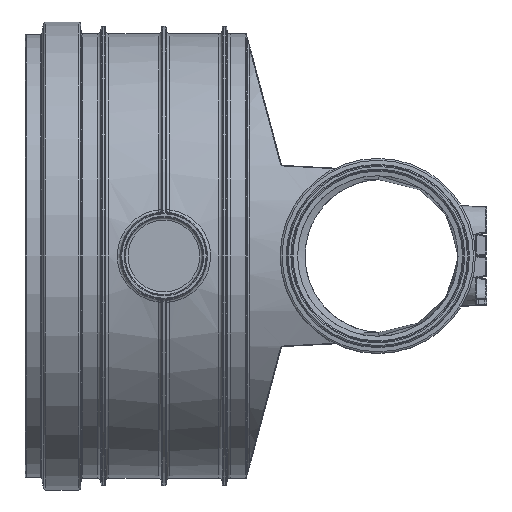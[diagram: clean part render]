
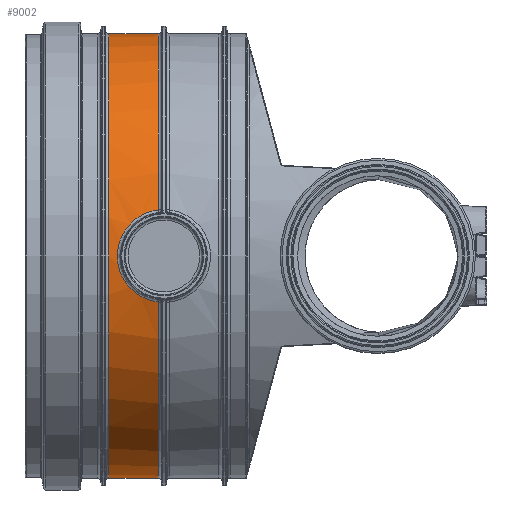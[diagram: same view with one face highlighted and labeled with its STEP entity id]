
A CAD part, left-side view. The second image highlights one B-rep face of the part: STEP entity #9002.
In plain terms, the highlighted cylindrical face has radius 208 mm (diameter 416 mm), a full revolution.
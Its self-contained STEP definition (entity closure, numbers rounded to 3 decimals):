
#577=CYLINDRICAL_SURFACE('',#10036,208.);
#950=LINE('',#22725,#1338);
#1338=VECTOR('',#12474,208.);
#1603=B_SPLINE_CURVE_WITH_KNOTS('',3,(#22505,#22506,#22507,#22508,#22509,
#22510,#22511,#22512,#22513,#22514),.UNSPECIFIED.,.F.,.F.,(4,1,1,1,1,1,
1,4),(-12.766,-10.942,-9.119,-7.295,
-5.471,-3.647,-1.824,0.),.UNSPECIFIED.);
#2317=FACE_OUTER_BOUND('',#2887,.T.);
#2887=EDGE_LOOP('',(#8147,#8148,#8149,#8150,#8151,#8152,#8153));
#3383=CIRCLE('',#10037,208.);
#3384=CIRCLE('',#10038,208.);
#3385=CIRCLE('',#10039,208.);
#3386=CIRCLE('',#10040,208.);
#4225=VERTEX_POINT('',#22502);
#4226=VERTEX_POINT('',#22504);
#4237=VERTEX_POINT('',#22720);
#4238=VERTEX_POINT('',#22721);
#4239=VERTEX_POINT('',#22724);
#5546=EDGE_CURVE('',#4225,#4226,#1603,.T.);
#5570=EDGE_CURVE('',#4237,#4238,#3383,.T.);
#5571=EDGE_CURVE('',#4238,#4237,#3384,.T.);
#5572=EDGE_CURVE('',#4238,#4239,#950,.T.);
#5573=EDGE_CURVE('',#4239,#4226,#3385,.T.);
#5574=EDGE_CURVE('',#4225,#4239,#3386,.T.);
#8147=ORIENTED_EDGE('',*,*,#5570,.F.);
#8148=ORIENTED_EDGE('',*,*,#5571,.F.);
#8149=ORIENTED_EDGE('',*,*,#5572,.T.);
#8150=ORIENTED_EDGE('',*,*,#5573,.T.);
#8151=ORIENTED_EDGE('',*,*,#5546,.F.);
#8152=ORIENTED_EDGE('',*,*,#5574,.T.);
#8153=ORIENTED_EDGE('',*,*,#5572,.F.);
#9002=ADVANCED_FACE('',(#2317),#577,.T.);
#10036=AXIS2_PLACEMENT_3D('',#22719,#12468,#12469);
#10037=AXIS2_PLACEMENT_3D('',#22722,#12470,#12471);
#10038=AXIS2_PLACEMENT_3D('',#22723,#12472,#12473);
#10039=AXIS2_PLACEMENT_3D('',#22726,#12475,#12476);
#10040=AXIS2_PLACEMENT_3D('',#22727,#12477,#12478);
#12468=DIRECTION('center_axis',(0.,1.,0.));
#12469=DIRECTION('ref_axis',(-1.,0.,0.));
#12470=DIRECTION('center_axis',(0.,1.,0.));
#12471=DIRECTION('ref_axis',(1.,0.,0.));
#12472=DIRECTION('center_axis',(0.,1.,0.));
#12473=DIRECTION('ref_axis',(1.,0.,0.));
#12474=DIRECTION('',(0.,-1.,0.));
#12475=DIRECTION('center_axis',(0.,1.,0.));
#12476=DIRECTION('ref_axis',(1.,0.,0.));
#12477=DIRECTION('center_axis',(0.,1.,0.));
#12478=DIRECTION('ref_axis',(1.,0.,0.));
#22502=CARTESIAN_POINT('',(-203.48,208.949,43.127));
#22504=CARTESIAN_POINT('',(-203.48,208.949,-43.127));
#22505=CARTESIAN_POINT('Ctrl Pts',(-203.48,208.949,43.127));
#22506=CARTESIAN_POINT('Ctrl Pts',(-203.634,214.981,42.4));
#22507=CARTESIAN_POINT('Ctrl Pts',(-204.494,226.701,38.401));
#22508=CARTESIAN_POINT('Ctrl Pts',(-206.556,240.254,25.975));
#22509=CARTESIAN_POINT('Ctrl Pts',(-208.059,247.665,9.19));
#22510=CARTESIAN_POINT('Ctrl Pts',(-208.063,247.671,-9.192));
#22511=CARTESIAN_POINT('Ctrl Pts',(-206.554,240.251,-25.973));
#22512=CARTESIAN_POINT('Ctrl Pts',(-204.495,226.704,-38.402));
#22513=CARTESIAN_POINT('Ctrl Pts',(-203.634,214.981,-42.4));
#22514=CARTESIAN_POINT('Ctrl Pts',(-203.48,208.949,-43.127));
#22719=CARTESIAN_POINT('Origin',(0.,232.1,0.));
#22720=CARTESIAN_POINT('',(0.,255.251,-208.));
#22721=CARTESIAN_POINT('',(208.,255.251,0.));
#22722=CARTESIAN_POINT('Origin',(0.,255.251,
0.));
#22723=CARTESIAN_POINT('Origin',(0.,255.251,
0.));
#22724=CARTESIAN_POINT('',(208.,208.949,0.));
#22725=CARTESIAN_POINT('',(208.,232.1,0.));
#22726=CARTESIAN_POINT('Origin',(0.,208.949,
0.));
#22727=CARTESIAN_POINT('Origin',(0.,208.949,
0.));
